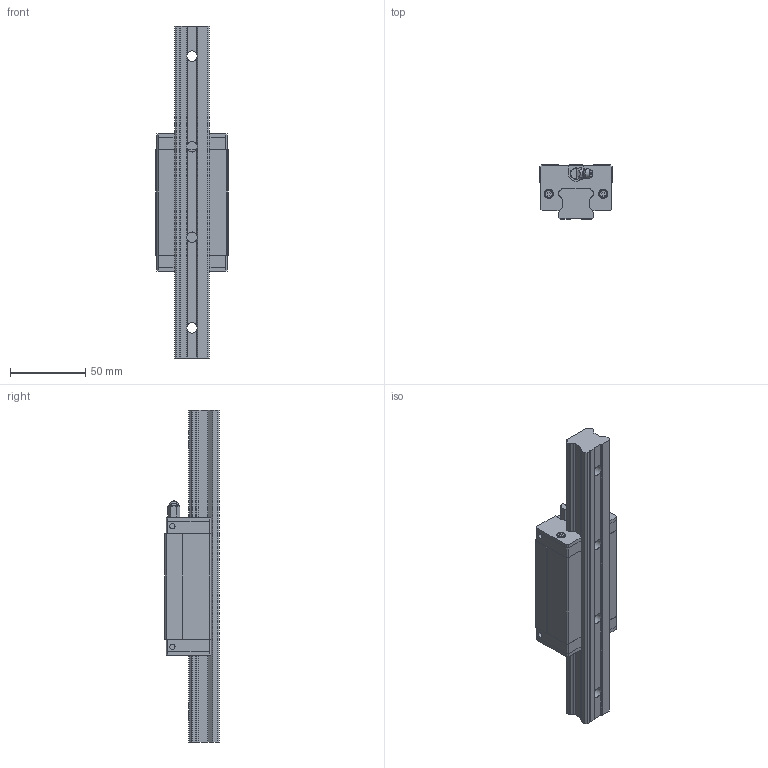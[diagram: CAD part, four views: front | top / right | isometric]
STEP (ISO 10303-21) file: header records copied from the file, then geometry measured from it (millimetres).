
FILE_DESCRIPTION (( 'STEP AP203' ), '1' );
FILE_NAME ('SBI 25 HL.STEP', '2015-01-09T02:05:32', ( 'john' ), ( '' ), 'SwSTEP 2.0', 'SolidWorks 2013', '' );
FILE_SCHEMA (( 'CONFIG_CONTROL_DESIGN' ));
Length unit declared in the file: millimetre
Products named in the file (6): DEFAULT_3; SBI 25 HL; DEFAULT_1; DEFAULT_4; DEFAULT_2; A2N
Assembly tree (7 placements, depth 2):
  SBI 25 HL
    DEFAULT_1
    DEFAULT_2
    DEFAULT_3  x2
    DEFAULT_4  x2
    A2N
Bounding box: 48 x 36 x 220 mm (x, y, z)
Volume: 186992.2 mm3; surface area: 52035.2 mm2
Topology: 7 solids, 7 shells, 341 faces, 910 edges, 600 vertices
Faces by surface type: plane 241, cylinder 78, cone 14, bspline 8
Full cylindrical faces by diameter (mm): 2.5 x4, 3.4 x4, 3.5 x4, 5 x4, 5.5 x4, 5.7 x2, 6 x5, 7 x4, 7.3 x2, 11 x4
Entity records: 8286 total; most frequent: CARTESIAN_POINT 1691, ORIENTED_EDGE 1206, DIRECTION 1174, EDGE_CURVE 603, LINE 444, VECTOR 444, VERTEX_POINT 420, AXIS2_PLACEMENT_3D 365
